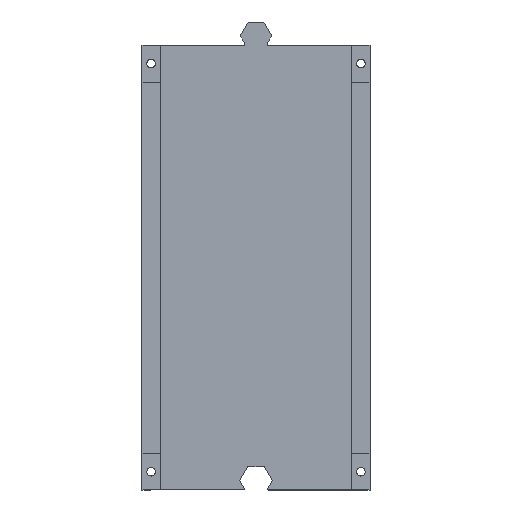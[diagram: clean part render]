
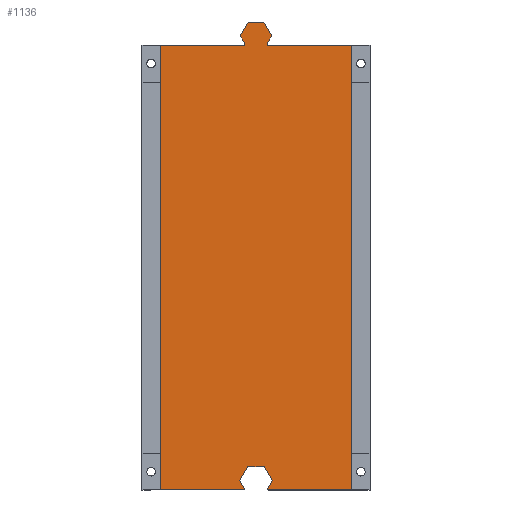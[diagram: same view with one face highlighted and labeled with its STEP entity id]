
A CAD part, top view. The second image highlights one B-rep face of the part: STEP entity #1136.
In plain terms, the highlighted planar face has unit normal (0, 0, 1).
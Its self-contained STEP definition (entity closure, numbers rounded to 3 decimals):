
#84=PLANE('',#1234);
#154=FACE_OUTER_BOUND('',#220,.T.);
#220=EDGE_LOOP('',(#993,#994,#995,#996,#997,#998,#999,#1000,#1001,#1002,
#1003,#1004,#1005,#1006,#1007,#1008,#1009,#1010,#1011,#1012));
#264=LINE('',#1626,#396);
#266=LINE('',#1631,#398);
#284=LINE('',#1673,#416);
#286=LINE('',#1677,#418);
#288=LINE('',#1681,#420);
#290=LINE('',#1685,#422);
#292=LINE('',#1689,#424);
#303=LINE('',#1729,#435);
#306=LINE('',#1735,#438);
#309=LINE('',#1741,#441);
#312=LINE('',#1747,#444);
#315=LINE('',#1752,#447);
#326=LINE('',#1777,#458);
#348=LINE('',#1823,#480);
#355=LINE('',#1837,#487);
#357=LINE('',#1840,#489);
#396=VECTOR('',#1318,10.);
#398=VECTOR('',#1322,10.);
#416=VECTOR('',#1360,10.);
#418=VECTOR('',#1364,10.);
#420=VECTOR('',#1368,10.);
#422=VECTOR('',#1372,10.);
#424=VECTOR('',#1376,10.);
#435=VECTOR('',#1417,10.);
#438=VECTOR('',#1422,10.);
#441=VECTOR('',#1427,10.);
#444=VECTOR('',#1432,10.);
#447=VECTOR('',#1437,10.);
#458=VECTOR('',#1458,10.);
#480=VECTOR('',#1504,10.);
#487=VECTOR('',#1517,10.);
#489=VECTOR('',#1521,10.);
#504=CIRCLE('',#1178,0.7);
#508=CIRCLE('',#1196,0.7);
#515=CIRCLE('',#1208,0.4);
#516=CIRCLE('',#1215,0.4);
#542=VERTEX_POINT('',#1614);
#543=VERTEX_POINT('',#1616);
#546=VERTEX_POINT('',#1624);
#547=VERTEX_POINT('',#1628);
#548=VERTEX_POINT('',#1630);
#562=VERTEX_POINT('',#1672);
#563=VERTEX_POINT('',#1676);
#564=VERTEX_POINT('',#1680);
#565=VERTEX_POINT('',#1684);
#566=VERTEX_POINT('',#1688);
#577=VERTEX_POINT('',#1720);
#578=VERTEX_POINT('',#1722);
#580=VERTEX_POINT('',#1728);
#582=VERTEX_POINT('',#1734);
#584=VERTEX_POINT('',#1740);
#586=VERTEX_POINT('',#1746);
#587=VERTEX_POINT('',#1751);
#588=VERTEX_POINT('',#1755);
#596=VERTEX_POINT('',#1776);
#608=VERTEX_POINT('',#1821);
#647=EDGE_CURVE('',#543,#542,#504,.T.);
#652=EDGE_CURVE('',#542,#546,#264,.T.);
#654=EDGE_CURVE('',#548,#547,#266,.T.);
#675=EDGE_CURVE('',#562,#543,#284,.T.);
#677=EDGE_CURVE('',#563,#562,#286,.T.);
#679=EDGE_CURVE('',#564,#563,#288,.T.);
#681=EDGE_CURVE('',#565,#564,#290,.T.);
#683=EDGE_CURVE('',#566,#565,#292,.T.);
#685=EDGE_CURVE('',#547,#566,#508,.T.);
#699=EDGE_CURVE('',#578,#577,#515,.T.);
#702=EDGE_CURVE('',#580,#578,#303,.T.);
#705=EDGE_CURVE('',#582,#580,#306,.T.);
#708=EDGE_CURVE('',#584,#582,#309,.T.);
#711=EDGE_CURVE('',#586,#584,#312,.T.);
#714=EDGE_CURVE('',#587,#586,#315,.T.);
#716=EDGE_CURVE('',#588,#587,#516,.T.);
#726=EDGE_CURVE('',#596,#588,#326,.T.);
#750=EDGE_CURVE('',#577,#608,#348,.T.);
#757=EDGE_CURVE('',#608,#548,#355,.T.);
#759=EDGE_CURVE('',#546,#596,#357,.T.);
#993=ORIENTED_EDGE('',*,*,#759,.T.);
#994=ORIENTED_EDGE('',*,*,#726,.T.);
#995=ORIENTED_EDGE('',*,*,#716,.T.);
#996=ORIENTED_EDGE('',*,*,#714,.T.);
#997=ORIENTED_EDGE('',*,*,#711,.T.);
#998=ORIENTED_EDGE('',*,*,#708,.T.);
#999=ORIENTED_EDGE('',*,*,#705,.T.);
#1000=ORIENTED_EDGE('',*,*,#702,.T.);
#1001=ORIENTED_EDGE('',*,*,#699,.T.);
#1002=ORIENTED_EDGE('',*,*,#750,.T.);
#1003=ORIENTED_EDGE('',*,*,#757,.T.);
#1004=ORIENTED_EDGE('',*,*,#654,.T.);
#1005=ORIENTED_EDGE('',*,*,#685,.T.);
#1006=ORIENTED_EDGE('',*,*,#683,.T.);
#1007=ORIENTED_EDGE('',*,*,#681,.T.);
#1008=ORIENTED_EDGE('',*,*,#679,.T.);
#1009=ORIENTED_EDGE('',*,*,#677,.T.);
#1010=ORIENTED_EDGE('',*,*,#675,.T.);
#1011=ORIENTED_EDGE('',*,*,#647,.T.);
#1012=ORIENTED_EDGE('',*,*,#652,.T.);
#1136=ADVANCED_FACE('',(#154),#84,.T.);
#1178=AXIS2_PLACEMENT_3D('',#1617,#1310,#1311);
#1196=AXIS2_PLACEMENT_3D('',#1692,#1380,#1381);
#1208=AXIS2_PLACEMENT_3D('',#1723,#1411,#1412);
#1215=AXIS2_PLACEMENT_3D('',#1756,#1441,#1442);
#1234=AXIS2_PLACEMENT_3D('',#1839,#1519,#1520);
#1310=DIRECTION('center_axis',(0.,0.,-1.));
#1311=DIRECTION('ref_axis',(0.,-1.,0.));
#1318=DIRECTION('',(-1.,0.,0.));
#1322=DIRECTION('',(-1.,0.,0.));
#1360=DIRECTION('',(0.5,-0.866,0.));
#1364=DIRECTION('',(-0.5,-0.866,0.));
#1368=DIRECTION('',(-1.,0.,0.));
#1372=DIRECTION('',(-0.5,0.866,0.));
#1376=DIRECTION('',(0.5,0.866,0.));
#1380=DIRECTION('center_axis',(0.,0.,-1.));
#1381=DIRECTION('ref_axis',(-0.866,0.5,0.));
#1411=DIRECTION('center_axis',(0.,0.,1.));
#1412=DIRECTION('ref_axis',(-0.866,0.5,0.));
#1417=DIRECTION('',(-0.5,-0.866,0.));
#1422=DIRECTION('',(0.5,-0.866,0.));
#1427=DIRECTION('',(1.,0.,0.));
#1432=DIRECTION('',(0.5,0.866,0.));
#1437=DIRECTION('',(-0.5,0.866,0.));
#1441=DIRECTION('center_axis',(0.,0.,1.));
#1442=DIRECTION('ref_axis',(0.,-1.,0.));
#1458=DIRECTION('',(1.,0.,0.));
#1504=DIRECTION('',(1.,0.,0.));
#1517=DIRECTION('',(0.,1.,0.));
#1519=DIRECTION('center_axis',(0.,0.,1.));
#1520=DIRECTION('ref_axis',(1.,0.,0.));
#1521=DIRECTION('',(0.,-1.,0.));
#1614=CARTESIAN_POINT('',(183.187,232.,3.));
#1616=CARTESIAN_POINT('',(183.793,233.05,3.));
#1617=CARTESIAN_POINT('Origin',(183.187,232.7,3.));
#1624=CARTESIAN_POINT('',(137.5,232.,3.));
#1626=CARTESIAN_POINT('',(127.5,232.,3.));
#1628=CARTESIAN_POINT('',(196.813,232.,3.));
#1630=CARTESIAN_POINT('',(242.5,232.,3.));
#1631=CARTESIAN_POINT('',(196.813,232.,3.));
#1672=CARTESIAN_POINT('',(181.34,237.3,3.));
#1673=CARTESIAN_POINT('',(181.34,237.3,3.));
#1676=CARTESIAN_POINT('',(185.67,244.8,3.));
#1677=CARTESIAN_POINT('',(185.67,244.8,3.));
#1680=CARTESIAN_POINT('',(194.33,244.8,3.));
#1681=CARTESIAN_POINT('',(194.33,244.8,3.));
#1684=CARTESIAN_POINT('',(198.66,237.3,3.));
#1685=CARTESIAN_POINT('',(198.66,237.3,3.));
#1688=CARTESIAN_POINT('',(196.207,233.05,3.));
#1689=CARTESIAN_POINT('',(196.207,233.05,3.));
#1692=CARTESIAN_POINT('Origin',(196.813,232.7,3.));
#1720=CARTESIAN_POINT('',(196.813,-11.75,3.));
#1722=CARTESIAN_POINT('',(196.466,-11.15,3.));
#1723=CARTESIAN_POINT('Origin',(196.813,-11.35,3.));
#1728=CARTESIAN_POINT('',(199.007,-6.75,3.));
#1729=CARTESIAN_POINT('',(196.466,-11.15,3.));
#1734=CARTESIAN_POINT('',(194.503,1.05,3.));
#1735=CARTESIAN_POINT('',(199.007,-6.75,3.));
#1740=CARTESIAN_POINT('',(185.497,1.05,3.));
#1741=CARTESIAN_POINT('',(194.503,1.05,3.));
#1746=CARTESIAN_POINT('',(180.993,-6.75,3.));
#1747=CARTESIAN_POINT('',(185.497,1.05,3.));
#1751=CARTESIAN_POINT('',(183.534,-11.15,3.));
#1752=CARTESIAN_POINT('',(180.993,-6.75,3.));
#1755=CARTESIAN_POINT('',(183.187,-11.75,3.));
#1756=CARTESIAN_POINT('Origin',(183.187,-11.35,3.));
#1776=CARTESIAN_POINT('',(137.5,-11.75,3.));
#1777=CARTESIAN_POINT('',(127.5,-11.75,3.));
#1821=CARTESIAN_POINT('',(242.5,-11.75,3.));
#1823=CARTESIAN_POINT('',(196.423,-11.75,3.));
#1837=CARTESIAN_POINT('',(242.5,220.2,3.));
#1839=CARTESIAN_POINT('Origin',(190.,104.25,3.));
#1840=CARTESIAN_POINT('',(137.5,177.3,3.));
